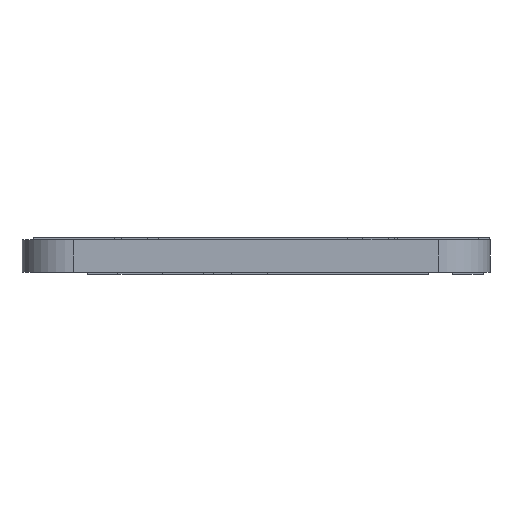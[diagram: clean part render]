
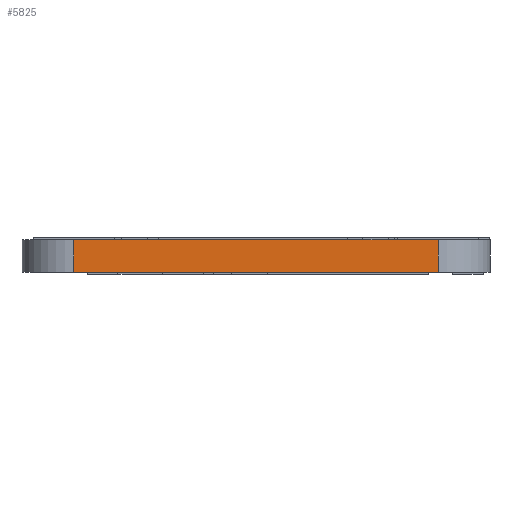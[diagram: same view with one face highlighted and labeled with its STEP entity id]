
A CAD part, left-side view. The second image highlights one B-rep face of the part: STEP entity #5825.
In plain terms, the highlighted planar face has unit normal (-1, 0, 0).
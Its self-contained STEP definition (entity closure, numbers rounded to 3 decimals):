
#1095=FACE_OUTER_BOUND('',#1388,.T.);
#1388=EDGE_LOOP('',(#4457,#4458,#4459,#4460));
#1939=LINE('',#9501,#2404);
#1940=LINE('',#9503,#2405);
#1941=LINE('',#9505,#2406);
#1942=LINE('',#9506,#2407);
#2404=VECTOR('',#7873,10.);
#2405=VECTOR('',#7874,10.);
#2406=VECTOR('',#7875,10.);
#2407=VECTOR('',#7876,10.);
#2986=VERTEX_POINT('',#9499);
#2987=VERTEX_POINT('',#9500);
#2988=VERTEX_POINT('',#9502);
#2989=VERTEX_POINT('',#9504);
#3601=EDGE_CURVE('',#2986,#2987,#1939,.T.);
#3602=EDGE_CURVE('',#2987,#2988,#1940,.T.);
#3603=EDGE_CURVE('',#2989,#2988,#1941,.T.);
#3604=EDGE_CURVE('',#2986,#2989,#1942,.T.);
#4457=ORIENTED_EDGE('',*,*,#3601,.T.);
#4458=ORIENTED_EDGE('',*,*,#3602,.T.);
#4459=ORIENTED_EDGE('',*,*,#3603,.F.);
#4460=ORIENTED_EDGE('',*,*,#3604,.F.);
#5379=PLANE('',#6695);
#5825=ADVANCED_FACE('',(#1095),#5379,.T.);
#6695=AXIS2_PLACEMENT_3D('',#9498,#7871,#7872);
#7871=DIRECTION('center_axis',(-1.,0.,0.));
#7872=DIRECTION('ref_axis',(0.,-1.,0.));
#7873=DIRECTION('',(0.,-1.,0.));
#7874=DIRECTION('',(0.,0.,1.));
#7875=DIRECTION('',(0.,-1.,0.));
#7876=DIRECTION('',(0.,0.,1.));
#9498=CARTESIAN_POINT('Origin',(0.,20.32,0.));
#9499=CARTESIAN_POINT('',(0.,20.32,0.));
#9500=CARTESIAN_POINT('',(0.,2.54,0.));
#9501=CARTESIAN_POINT('',(0.,20.32,0.));
#9502=CARTESIAN_POINT('',(0.,2.54,1.57));
#9503=CARTESIAN_POINT('',(0.,2.54,0.));
#9504=CARTESIAN_POINT('',(0.,20.32,1.57));
#9505=CARTESIAN_POINT('',(0.,20.32,1.57));
#9506=CARTESIAN_POINT('',(0.,20.32,0.));
